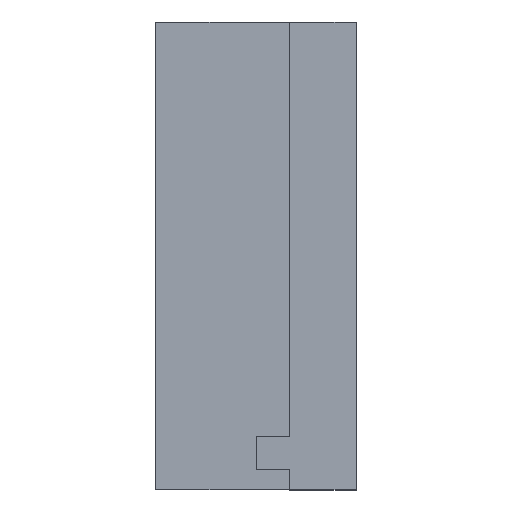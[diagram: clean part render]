
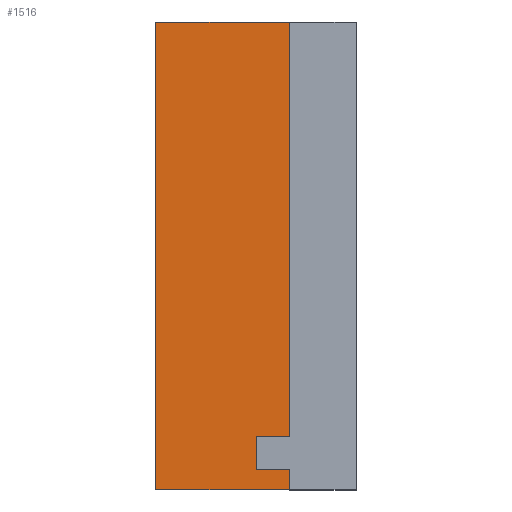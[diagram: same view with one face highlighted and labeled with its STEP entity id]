
A CAD part, left-side view. The second image highlights one B-rep face of the part: STEP entity #1516.
In plain terms, the highlighted planar face has unit normal (-1, 0, 0).
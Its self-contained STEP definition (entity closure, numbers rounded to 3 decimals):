
#110=FACE_OUTER_BOUND('',#194,.T.);
#194=EDGE_LOOP('',(#1324,#1325,#1326,#1327,#1328,#1329,#1330,#1331));
#248=LINE('',#2094,#450);
#260=LINE('',#2121,#462);
#266=LINE('',#2131,#468);
#272=LINE('',#2144,#474);
#289=LINE('',#2181,#491);
#307=LINE('',#2215,#509);
#360=LINE('',#2319,#562);
#398=LINE('',#2412,#600);
#450=VECTOR('',#1705,10.);
#462=VECTOR('',#1725,10.);
#468=VECTOR('',#1733,10.);
#474=VECTOR('',#1743,10.);
#491=VECTOR('',#1768,10.);
#509=VECTOR('',#1790,10.);
#562=VECTOR('',#1875,10.);
#600=VECTOR('',#1985,10.);
#633=VERTEX_POINT('',#2087);
#636=VERTEX_POINT('',#2092);
#647=VERTEX_POINT('',#2120);
#650=VERTEX_POINT('',#2129);
#655=VERTEX_POINT('',#2143);
#669=VERTEX_POINT('',#2177);
#671=VERTEX_POINT('',#2180);
#685=VERTEX_POINT('',#2213);
#791=EDGE_CURVE('',#633,#636,#248,.T.);
#803=EDGE_CURVE('',#636,#647,#260,.T.);
#809=EDGE_CURVE('',#650,#647,#266,.T.);
#815=EDGE_CURVE('',#655,#633,#272,.T.);
#832=EDGE_CURVE('',#671,#669,#289,.T.);
#850=EDGE_CURVE('',#685,#669,#307,.T.);
#905=EDGE_CURVE('',#655,#685,#360,.T.);
#949=EDGE_CURVE('',#650,#671,#398,.T.);
#1324=ORIENTED_EDGE('',*,*,#803,.T.);
#1325=ORIENTED_EDGE('',*,*,#809,.F.);
#1326=ORIENTED_EDGE('',*,*,#949,.T.);
#1327=ORIENTED_EDGE('',*,*,#832,.T.);
#1328=ORIENTED_EDGE('',*,*,#850,.F.);
#1329=ORIENTED_EDGE('',*,*,#905,.F.);
#1330=ORIENTED_EDGE('',*,*,#815,.T.);
#1331=ORIENTED_EDGE('',*,*,#791,.T.);
#1440=PLANE('',#1614);
#1516=ADVANCED_FACE('',(#110),#1440,.T.);
#1614=AXIS2_PLACEMENT_3D('',#2411,#1983,#1984);
#1705=DIRECTION('',(0.,0.,1.));
#1725=DIRECTION('',(0.,-1.,0.));
#1733=DIRECTION('',(0.,0.,-1.));
#1743=DIRECTION('',(0.,1.,0.));
#1768=DIRECTION('',(0.,0.,-1.));
#1790=DIRECTION('',(0.,1.,0.));
#1875=DIRECTION('',(0.,0.,-1.));
#1983=DIRECTION('center_axis',(-1.,0.,0.));
#1984=DIRECTION('ref_axis',(0.,1.,0.));
#1985=DIRECTION('',(0.,1.,0.));
#2087=CARTESIAN_POINT('',(0.,-15.,-67.));
#2092=CARTESIAN_POINT('',(0.,-15.,-62.));
#2094=CARTESIAN_POINT('',(0.,-15.,-34.));
#2120=CARTESIAN_POINT('',(0.,-20.,-62.));
#2121=CARTESIAN_POINT('',(0.,-17.5,-62.));
#2129=CARTESIAN_POINT('',(0.,-20.,0.));
#2131=CARTESIAN_POINT('',(0.,-20.,0.));
#2143=CARTESIAN_POINT('',(0.,-20.,-67.));
#2144=CARTESIAN_POINT('',(0.,-16.25,-67.));
#2177=CARTESIAN_POINT('',(0.,0.,-70.));
#2180=CARTESIAN_POINT('',(0.,0.,0.));
#2181=CARTESIAN_POINT('',(0.,0.,0.));
#2213=CARTESIAN_POINT('',(0.,-20.,-70.));
#2215=CARTESIAN_POINT('',(0.,-20.,-70.));
#2319=CARTESIAN_POINT('',(0.,-20.,0.));
#2411=CARTESIAN_POINT('Origin',(0.,-20.,0.));
#2412=CARTESIAN_POINT('',(0.,-20.,0.));
